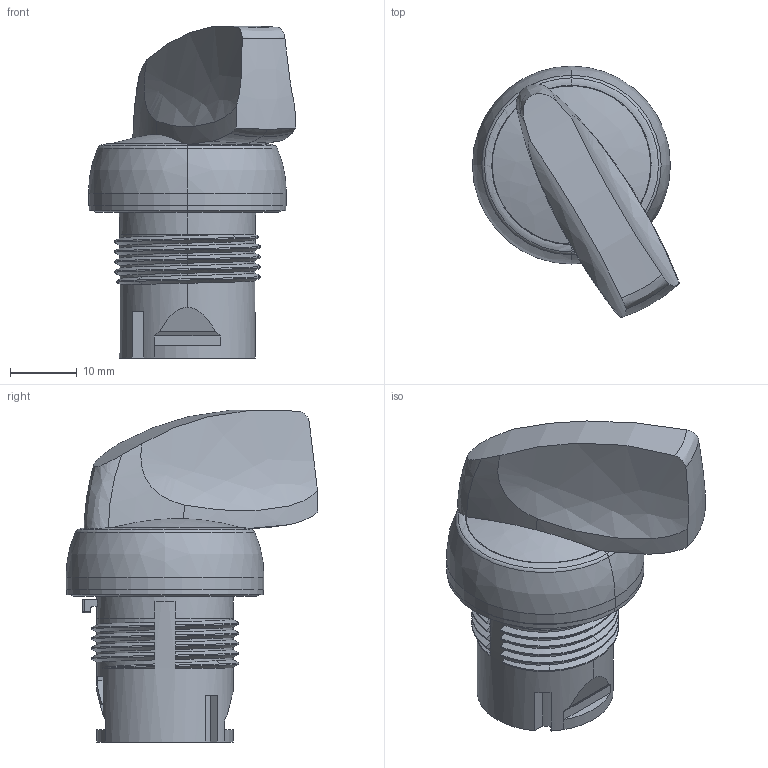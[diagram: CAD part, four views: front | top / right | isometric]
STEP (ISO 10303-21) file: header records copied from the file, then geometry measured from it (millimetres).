
FILE_DESCRIPTION((''),'2;1');
FILE_NAME('800F_H_2','2009-03-09T',('abschul1'),('Rockwell Automation'),'PRO/ENGINEER BY PARAMETRIC TECHNOLOGY CORPORATION, 2004320','PRO/ENGINEER BY PARAMETRIC TECHNOLOGY CORPORATION, 2004320','');
FILE_SCHEMA(('CONFIG_CONTROL_DESIGN'));
Length unit declared in the file: millimetre
Products named in the file (1): 800F_H_2
Bounding box: 30.97 x 37.67 x 49.65 mm (x, y, z)
Volume: 12773.3 mm3; surface area: 6733.3 mm2
Topology: 1 solids, 1 shells, 161 faces, 445 edges, 290 vertices
Faces by surface type: plane 69, bspline 59, cylinder 21, torus 6, cone 4, sphere 2
Entity records: 17234 total; most frequent: CARTESIAN_POINT 13580, ORIENTED_EDGE 890, DIRECTION 547, EDGE_CURVE 445, VERTEX_POINT 290, AXIS2_PLACEMENT_3D 191, B_SPLINE_CURVE_WITH_KNOTS 191, EDGE_LOOP 167
